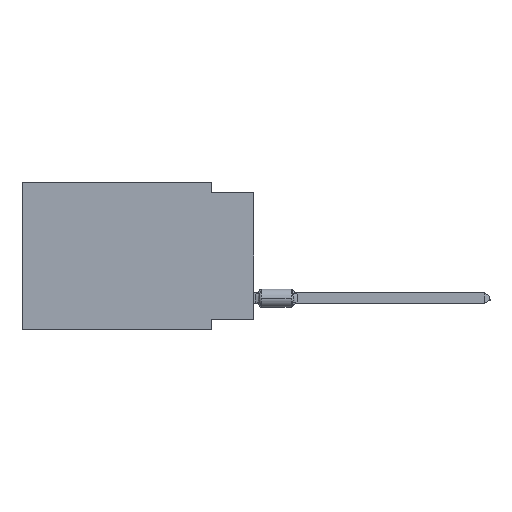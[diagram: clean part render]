
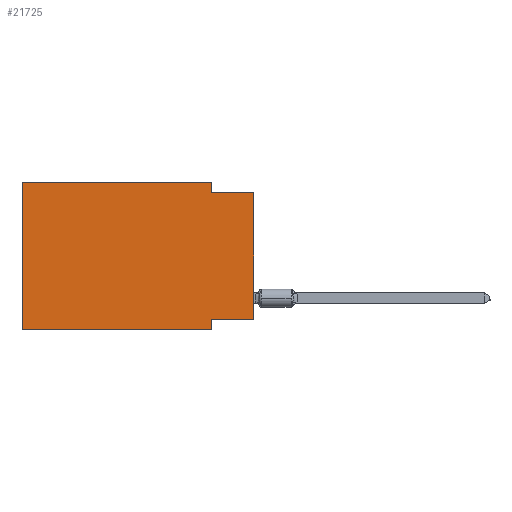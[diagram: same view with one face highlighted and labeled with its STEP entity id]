
A CAD part, left-side view. The second image highlights one B-rep face of the part: STEP entity #21725.
In plain terms, the highlighted planar face has unit normal (-1, 0, 0).
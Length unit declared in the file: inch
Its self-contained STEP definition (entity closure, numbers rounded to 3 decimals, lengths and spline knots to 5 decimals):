
#140 = ORIENTED_EDGE ( 'NONE', *, *, #10538, .T. ) ;
#175 = CARTESIAN_POINT ( 'NONE',  ( 0., 0.1, 0. ) ) ;
#308 = LINE ( 'NONE', #11027, #7985 ) ;
#689 = VECTOR ( 'NONE', #19138, 39.37008 ) ;
#1885 = EDGE_CURVE ( 'NONE', #19673, #14725, #308, .T. ) ;
#2134 = EDGE_LOOP ( 'NONE', ( #21229, #13457, #10435, #4987, #9332, #140, #8318, #5227 ) ) ;
#3208 = CARTESIAN_POINT ( 'NONE',  ( 0., 0.55, 0. ) ) ;
#3610 = EDGE_CURVE ( 'NONE', #4206, #14041, #22390, .T. ) ;
#4129 = EDGE_CURVE ( 'NONE', #22135, #14041, #16739, .T. ) ;
#4206 = VERTEX_POINT ( 'NONE', #20208 ) ;
#4615 = CARTESIAN_POINT ( 'NONE',  ( 0., 0.1, -0.025 ) ) ;
#4987 = ORIENTED_EDGE ( 'NONE', *, *, #1885, .F. ) ;
#5227 = ORIENTED_EDGE ( 'NONE', *, *, #19457, .F. ) ;
#5858 = DIRECTION ( 'NONE',  ( 0., -1., 0. ) ) ;
#5934 = EDGE_CURVE ( 'NONE', #14725, #22135, #19621, .T. ) ;
#6054 = LINE ( 'NONE', #8200, #14122 ) ;
#6896 = FACE_OUTER_BOUND ( 'NONE', #2134, .T. ) ;
#7020 = PLANE ( 'NONE',  #14236 ) ;
#7040 = LINE ( 'NONE', #3208, #11634 ) ;
#7313 = LINE ( 'NONE', #15824, #20955 ) ;
#7336 = CARTESIAN_POINT ( 'NONE',  ( 0., 0.1, -0.325 ) ) ;
#7985 = VECTOR ( 'NONE', #5858, 39.37008 ) ;
#8033 = CARTESIAN_POINT ( 'NONE',  ( 0., 0., -0.025 ) ) ;
#8200 = CARTESIAN_POINT ( 'NONE',  ( 0., 0.55, -0.35 ) ) ;
#8318 = ORIENTED_EDGE ( 'NONE', *, *, #21285, .F. ) ;
#8474 = VERTEX_POINT ( 'NONE', #7336 ) ;
#8735 = CARTESIAN_POINT ( 'NONE',  ( 0., 0., 0. ) ) ;
#9332 = ORIENTED_EDGE ( 'NONE', *, *, #19258, .F. ) ;
#9712 = CARTESIAN_POINT ( 'NONE',  ( 0., 0.55, 0. ) ) ;
#9783 = DIRECTION ( 'NONE',  ( 0., -1., 0. ) ) ;
#9962 = DIRECTION ( 'NONE',  ( 0., -1., 0. ) ) ;
#10405 = CARTESIAN_POINT ( 'NONE',  ( 0., 0.1, -0.35 ) ) ;
#10435 = ORIENTED_EDGE ( 'NONE', *, *, #5934, .F. ) ;
#10507 = DIRECTION ( 'NONE',  ( 0., 0., -1. ) ) ;
#10538 = EDGE_CURVE ( 'NONE', #15536, #20630, #6054, .T. ) ;
#11027 = CARTESIAN_POINT ( 'NONE',  ( 0., 0.55, 0. ) ) ;
#11403 = CARTESIAN_POINT ( 'NONE',  ( 0., 0.55, -0.35 ) ) ;
#11634 = VECTOR ( 'NONE', #15307, 39.37008 ) ;
#11708 = VECTOR ( 'NONE', #9783, 39.37008 ) ;
#13106 = LINE ( 'NONE', #17773, #21652 ) ;
#13312 = VECTOR ( 'NONE', #17333, 39.37008 ) ;
#13457 = ORIENTED_EDGE ( 'NONE', *, *, #4129, .F. ) ;
#14041 = VERTEX_POINT ( 'NONE', #19050 ) ;
#14122 = VECTOR ( 'NONE', #9962, 39.37008 ) ;
#14236 = AXIS2_PLACEMENT_3D ( 'NONE', #18979, #20696, #10507 ) ;
#14725 = VERTEX_POINT ( 'NONE', #17763 ) ;
#15307 = DIRECTION ( 'NONE',  ( 0., 0., 1. ) ) ;
#15536 = VERTEX_POINT ( 'NONE', #11403 ) ;
#15824 = CARTESIAN_POINT ( 'NONE',  ( 0., 0., -0.325 ) ) ;
#16739 = LINE ( 'NONE', #8033, #11708 ) ;
#17333 = DIRECTION ( 'NONE',  ( 0., 0., 1. ) ) ;
#17763 = CARTESIAN_POINT ( 'NONE',  ( 0., 0.1, 0. ) ) ;
#17773 = CARTESIAN_POINT ( 'NONE',  ( 0., 0.1, -0.35 ) ) ;
#18979 = CARTESIAN_POINT ( 'NONE',  ( 0., 0.55, 0. ) ) ;
#19050 = CARTESIAN_POINT ( 'NONE',  ( 0., 0., -0.025 ) ) ;
#19138 = DIRECTION ( 'NONE',  ( 0., 0., -1. ) ) ;
#19258 = EDGE_CURVE ( 'NONE', #15536, #19673, #7040, .T. ) ;
#19264 = DIRECTION ( 'NONE',  ( 0., 1., 0. ) ) ;
#19457 = EDGE_CURVE ( 'NONE', #4206, #8474, #7313, .T. ) ;
#19487 = DIRECTION ( 'NONE',  ( 0., 0., -1. ) ) ;
#19621 = LINE ( 'NONE', #175, #689 ) ;
#19673 = VERTEX_POINT ( 'NONE', #9712 ) ;
#20208 = CARTESIAN_POINT ( 'NONE',  ( 0., 0., -0.325 ) ) ;
#20630 = VERTEX_POINT ( 'NONE', #10405 ) ;
#20696 = DIRECTION ( 'NONE',  ( 1., 0., 0. ) ) ;
#20955 = VECTOR ( 'NONE', #19264, 39.37008 ) ;
#21229 = ORIENTED_EDGE ( 'NONE', *, *, #3610, .T. ) ;
#21285 = EDGE_CURVE ( 'NONE', #8474, #20630, #13106, .T. ) ;
#21652 = VECTOR ( 'NONE', #19487, 39.37008 ) ;
#21725 = ADVANCED_FACE ( 'NONE', ( #6896 ), #7020, .F. ) ;
#22135 = VERTEX_POINT ( 'NONE', #4615 ) ;
#22390 = LINE ( 'NONE', #8735, #13312 ) ;
